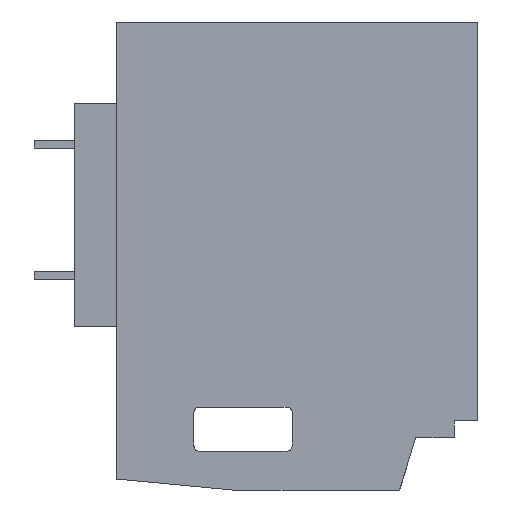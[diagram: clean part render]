
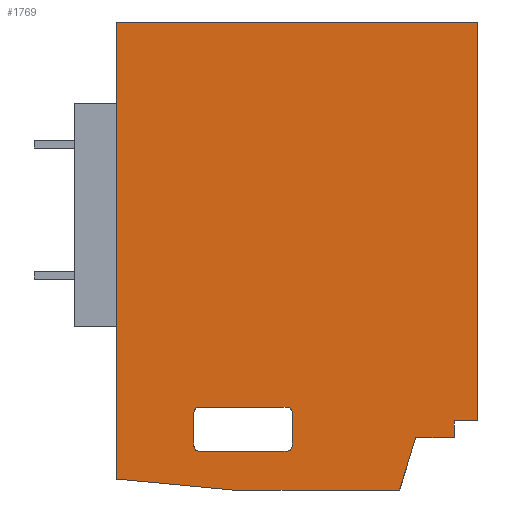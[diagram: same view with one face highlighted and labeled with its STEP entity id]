
A CAD part, left-side view. The second image highlights one B-rep face of the part: STEP entity #1769.
In plain terms, the highlighted planar face has unit normal (-1, 0, 0).
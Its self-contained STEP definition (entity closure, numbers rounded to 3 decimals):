
#14=DIRECTION('',(0.,-0.292,0.956));
#15=VECTOR('',#14,42.351);
#16=CARTESIAN_POINT('',(0.,-300.618,-362.));
#17=LINE('',#16,#15);
#18=DIRECTION('',(0.,1.,0.));
#19=VECTOR('',#18,129.118);
#20=CARTESIAN_POINT('',(0.,-300.618,-362.));
#21=LINE('',#20,#19);
#22=DIRECTION('',(0.,-0.996,-0.094));
#23=VECTOR('',#22,90.4);
#24=CARTESIAN_POINT('',(0.,-81.5,-353.5));
#25=LINE('',#24,#23);
#26=DIRECTION('',(0.,-1.,0.));
#27=VECTOR('',#26,279.5);
#28=CARTESIAN_POINT('',(0.,-81.5,0.));
#29=LINE('',#28,#27);
#30=DIRECTION('',(0.,0.,-1.));
#31=VECTOR('',#30,308.5);
#32=CARTESIAN_POINT('',(0.,-361.,0.));
#33=LINE('',#32,#31);
#34=DIRECTION('',(0.,1.,0.));
#35=VECTOR('',#34,18.);
#36=CARTESIAN_POINT('',(0.,-361.,-308.5));
#37=LINE('',#36,#35);
#38=DIRECTION('',(0.,0.,1.));
#39=VECTOR('',#38,13.);
#40=CARTESIAN_POINT('',(0.,-343.,-321.5));
#41=LINE('',#40,#39);
#42=DIRECTION('',(0.,-1.,0.));
#43=VECTOR('',#42,30.);
#44=CARTESIAN_POINT('',(0.,-313.,-321.5));
#45=LINE('',#44,#43);
#46=CARTESIAN_POINT('',(0.,-145.5,-328.));
#47=DIRECTION('',(1.,0.,0.));
#48=DIRECTION('',(0.,0.,-1.));
#49=AXIS2_PLACEMENT_3D('',#46,#47,#48);
#51=DIRECTION('',(0.,1.,0.));
#52=VECTOR('',#51,68.);
#53=CARTESIAN_POINT('',(0.,-213.5,-332.));
#54=LINE('',#53,#52);
#55=CARTESIAN_POINT('',(0.,-213.5,-328.));
#56=DIRECTION('',(1.,0.,0.));
#57=DIRECTION('',(0.,-1.,0.));
#58=AXIS2_PLACEMENT_3D('',#55,#56,#57);
#60=DIRECTION('',(0.,0.,-1.));
#61=VECTOR('',#60,26.);
#62=CARTESIAN_POINT('',(0.,-217.5,-302.));
#63=LINE('',#62,#61);
#64=CARTESIAN_POINT('',(0.,-213.5,-302.));
#65=DIRECTION('',(1.,0.,0.));
#66=DIRECTION('',(0.,0.,1.));
#67=AXIS2_PLACEMENT_3D('',#64,#65,#66);
#69=DIRECTION('',(0.,-1.,0.));
#70=VECTOR('',#69,68.);
#71=CARTESIAN_POINT('',(0.,-145.5,-298.));
#72=LINE('',#71,#70);
#73=CARTESIAN_POINT('',(0.,-145.5,-302.));
#74=DIRECTION('',(1.,0.,0.));
#75=DIRECTION('',(0.,1.,0.));
#76=AXIS2_PLACEMENT_3D('',#73,#74,#75);
#78=DIRECTION('',(0.,0.,1.));
#79=VECTOR('',#78,26.);
#80=CARTESIAN_POINT('',(0.,-141.5,-328.));
#81=LINE('',#80,#79);
#470=DIRECTION('',(0.,0.,-1.));
#471=VECTOR('',#470,353.5);
#472=CARTESIAN_POINT('',(0.,-81.5,0.));
#473=LINE('',#472,#471);
#1310=CARTESIAN_POINT('',(0.,-361.,0.));
#1312=VERTEX_POINT('',#1310);
#1470=CARTESIAN_POINT('',(0.,-81.5,0.));
#1472=VERTEX_POINT('',#1470);
#1478=CARTESIAN_POINT('',(0.,-81.5,-353.5));
#1479=VERTEX_POINT('',#1478);
#1480=CARTESIAN_POINT('',(0.,-171.5,-362.));
#1481=VERTEX_POINT('',#1480);
#1498=CARTESIAN_POINT('',(0.,-300.618,-362.));
#1499=CARTESIAN_POINT('',(0.,-313.,-321.5));
#1500=VERTEX_POINT('',#1498);
#1501=VERTEX_POINT('',#1499);
#1502=CARTESIAN_POINT('',(0.,-343.,-321.5));
#1503=VERTEX_POINT('',#1502);
#1504=CARTESIAN_POINT('',(0.,-343.,-308.5));
#1505=VERTEX_POINT('',#1504);
#1506=CARTESIAN_POINT('',(0.,-361.,-308.5));
#1507=VERTEX_POINT('',#1506);
#1508=CARTESIAN_POINT('',(0.,-145.5,-332.));
#1509=CARTESIAN_POINT('',(0.,-141.5,-328.));
#1510=VERTEX_POINT('',#1508);
#1511=VERTEX_POINT('',#1509);
#1512=CARTESIAN_POINT('',(0.,-141.5,-302.));
#1513=VERTEX_POINT('',#1512);
#1514=CARTESIAN_POINT('',(0.,-145.5,-298.));
#1515=VERTEX_POINT('',#1514);
#1516=CARTESIAN_POINT('',(0.,-213.5,-298.));
#1517=VERTEX_POINT('',#1516);
#1518=CARTESIAN_POINT('',(0.,-217.5,-302.));
#1519=VERTEX_POINT('',#1518);
#1520=CARTESIAN_POINT('',(0.,-217.5,-328.));
#1521=VERTEX_POINT('',#1520);
#1522=CARTESIAN_POINT('',(0.,-213.5,-332.));
#1523=VERTEX_POINT('',#1522);
#1726=CARTESIAN_POINT('',(0.,0.,0.));
#1727=DIRECTION('',(1.,0.,0.));
#1728=DIRECTION('',(0.,-1.,0.));
#1729=AXIS2_PLACEMENT_3D('',#1726,#1727,#1728);
#1730=PLANE('',#1729);
#1732=ORIENTED_EDGE('',*,*,#1731,.F.);
#1734=ORIENTED_EDGE('',*,*,#1733,.T.);
#1736=ORIENTED_EDGE('',*,*,#1735,.F.);
#1738=ORIENTED_EDGE('',*,*,#1737,.F.);
#1740=ORIENTED_EDGE('',*,*,#1739,.T.);
#1742=ORIENTED_EDGE('',*,*,#1741,.T.);
#1744=ORIENTED_EDGE('',*,*,#1743,.T.);
#1746=ORIENTED_EDGE('',*,*,#1745,.F.);
#1748=ORIENTED_EDGE('',*,*,#1747,.F.);
#1749=EDGE_LOOP('',(#1732,#1734,#1736,#1738,#1740,#1742,#1744,#1746,#1748));
#1750=FACE_OUTER_BOUND('',#1749,.F.);
#1752=ORIENTED_EDGE('',*,*,#1751,.F.);
#1754=ORIENTED_EDGE('',*,*,#1753,.F.);
#1756=ORIENTED_EDGE('',*,*,#1755,.F.);
#1758=ORIENTED_EDGE('',*,*,#1757,.F.);
#1760=ORIENTED_EDGE('',*,*,#1759,.F.);
#1762=ORIENTED_EDGE('',*,*,#1761,.F.);
#1764=ORIENTED_EDGE('',*,*,#1763,.F.);
#1766=ORIENTED_EDGE('',*,*,#1765,.F.);
#1767=EDGE_LOOP('',(#1752,#1754,#1756,#1758,#1760,#1762,#1764,#1766));
#1768=FACE_BOUND('',#1767,.F.);
#50=CIRCLE('',#49,4.);
#59=CIRCLE('',#58,4.);
#68=CIRCLE('',#67,4.);
#77=CIRCLE('',#76,4.);
#1731=EDGE_CURVE('',#1500,#1501,#17,.T.);
#1733=EDGE_CURVE('',#1500,#1481,#21,.T.);
#1735=EDGE_CURVE('',#1479,#1481,#25,.T.);
#1737=EDGE_CURVE('',#1472,#1479,#473,.T.);
#1739=EDGE_CURVE('',#1472,#1312,#29,.T.);
#1741=EDGE_CURVE('',#1312,#1507,#33,.T.);
#1743=EDGE_CURVE('',#1507,#1505,#37,.T.);
#1745=EDGE_CURVE('',#1503,#1505,#41,.T.);
#1747=EDGE_CURVE('',#1501,#1503,#45,.T.);
#1751=EDGE_CURVE('',#1510,#1511,#50,.T.);
#1753=EDGE_CURVE('',#1523,#1510,#54,.T.);
#1755=EDGE_CURVE('',#1521,#1523,#59,.T.);
#1757=EDGE_CURVE('',#1519,#1521,#63,.T.);
#1759=EDGE_CURVE('',#1517,#1519,#68,.T.);
#1761=EDGE_CURVE('',#1515,#1517,#72,.T.);
#1763=EDGE_CURVE('',#1513,#1515,#77,.T.);
#1765=EDGE_CURVE('',#1511,#1513,#81,.T.);
#1769=ADVANCED_FACE('',(#1750,#1768),#1730,.F.);
